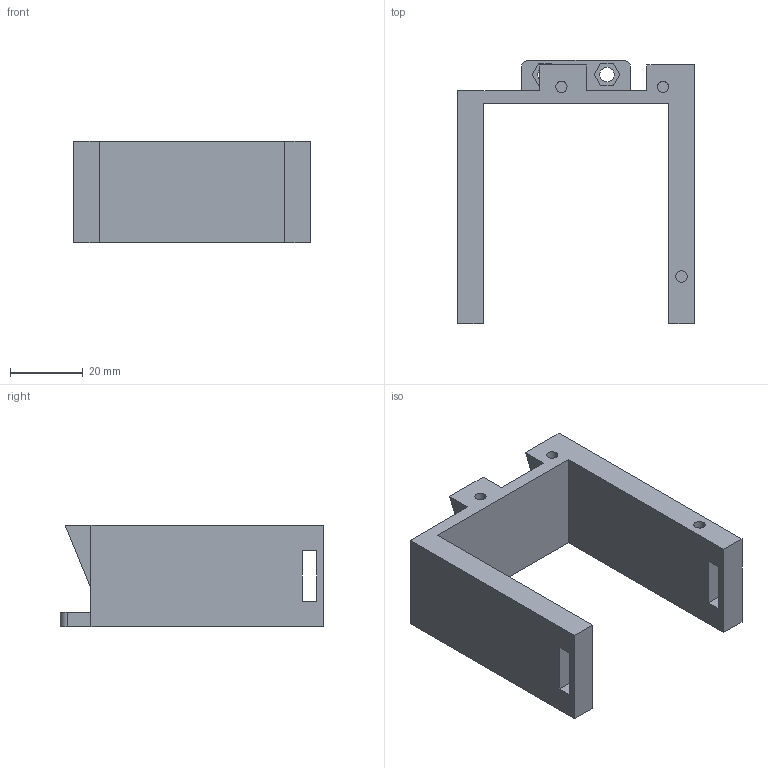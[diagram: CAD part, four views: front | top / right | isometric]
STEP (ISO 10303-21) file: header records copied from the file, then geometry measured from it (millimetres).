
FILE_DESCRIPTION(('FreeCAD Model'),'2;1');
FILE_NAME('battery-pack-holder.step','2015-01-13T12:11:31',('FreeCAD'),('FreeCAD'), 'Open CASCADE STEP processor 6.7','FreeCAD','Unknown');
FILE_SCHEMA(('AUTOMOTIVE_DESIGN_CC2 { 1 2 10303 214 -1 1 5 4 }'));
Length unit declared in the file: millimetre
Products named in the file (1): battery-pack-holder
Bounding box: 65 x 72.5 x 28 mm (x, y, z)
Volume: 31534.5 mm3; surface area: 14434.8 mm2
Topology: 1 solids, 1 shells, 51 faces, 132 edges, 88 vertices
Faces by surface type: plane 44, cylinder 7
Full cylindrical faces by diameter (mm): 3.1 x3, 4 x2
Entity records: 3261 total; most frequent: CARTESIAN_POINT 604, DIRECTION 466, LINE 324, VECTOR 324, ORIENTED_EDGE 264, PCURVE 264, DEFINITIONAL_REPRESENTATION 264, EDGE_CURVE 132
